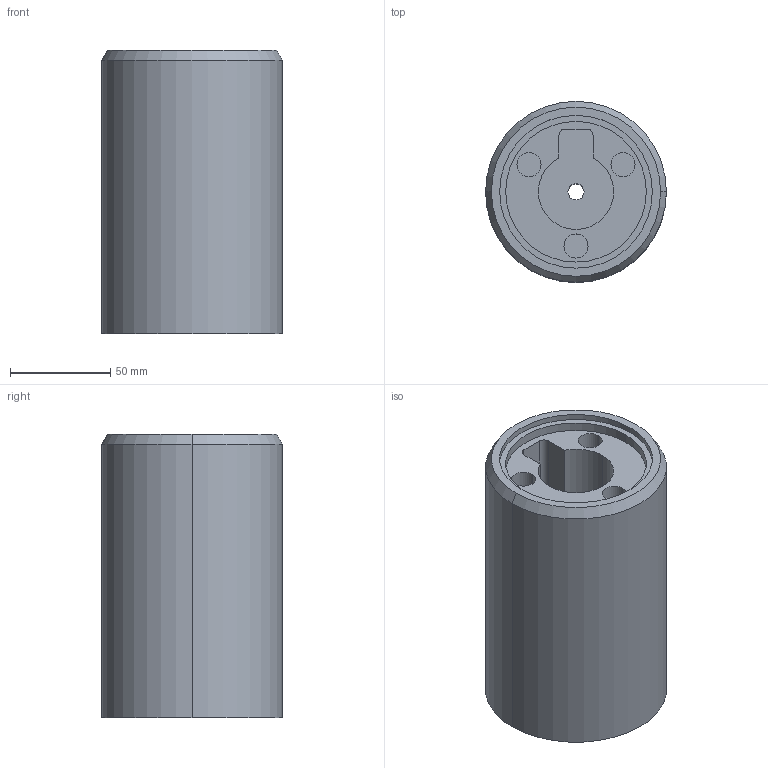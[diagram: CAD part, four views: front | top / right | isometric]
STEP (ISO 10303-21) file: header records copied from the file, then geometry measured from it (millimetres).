
FILE_DESCRIPTION (( 'STEP AP203' ), '1' );
FILE_NAME ('massif alu moteur turnplate.STEP', '2019-02-19T20:22:52', ( '' ), ( '' ), 'SwSTEP 2.0', 'SolidWorks 2014', '' );
FILE_SCHEMA (( 'CONFIG_CONTROL_DESIGN' ));
Length unit declared in the file: millimetre
Products named in the file (1): massif alu moteur turnplate
Bounding box: 90 x 90 x 141 mm (x, y, z)
Volume: 814602.7 mm3; surface area: 62460.6 mm2
Topology: 1 solids, 1 shells, 44 faces, 100 edges, 61 vertices
Faces by surface type: cylinder 25, plane 11, cone 8
Entity records: 1291 total; most frequent: DIRECTION 236, CARTESIAN_POINT 200, ORIENTED_EDGE 188, AXIS2_PLACEMENT_3D 97, EDGE_CURVE 94, VERTEX_POINT 61, EDGE_LOOP 55, CIRCLE 52
